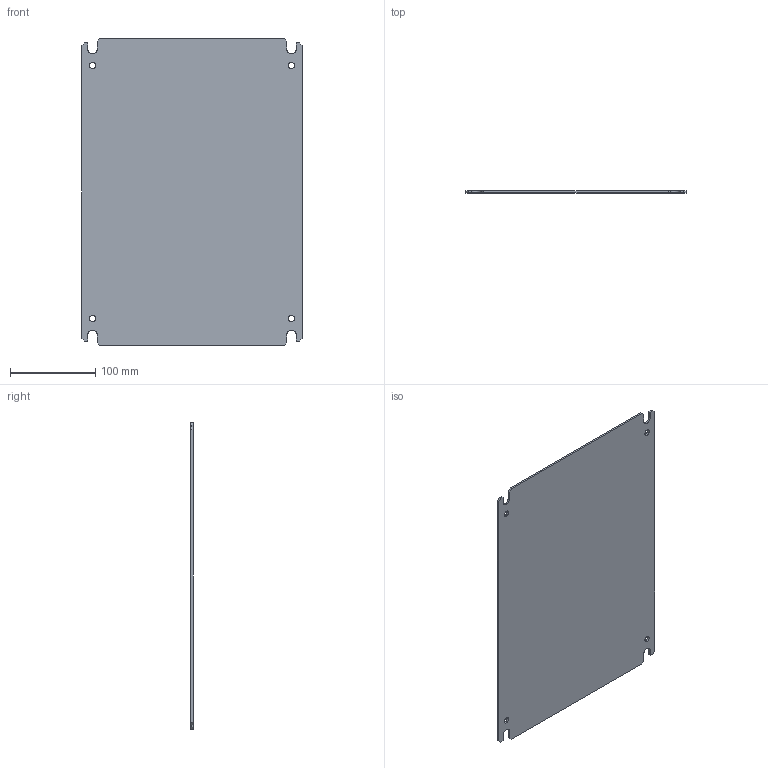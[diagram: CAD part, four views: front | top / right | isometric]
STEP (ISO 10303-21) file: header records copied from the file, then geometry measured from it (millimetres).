
FILE_DESCRIPTION (( 'STEP AP214' ), '1' );
FILE_NAME ('EPG1612.step', '2019-09-05T17:27:41', ( '' ), ( '' ), 'SwSTEP 2.0', 'SolidWorks 2018', '' );
FILE_SCHEMA (( 'AUTOMOTIVE_DESIGN' ));
Length unit declared in the file: inch
Products named in the file (1): EPG1612
Bounding box: 258.32 x 2.41 x 359.92 mm (x, y, z)
Volume: 221723.7 mm3; surface area: 187143.7 mm2
Topology: 1 solids, 1 shells, 40 faces, 114 edges, 76 vertices
Faces by surface type: plane 26, cylinder 14
Entity records: 1882 total; most frequent: CARTESIAN_POINT 231, ORIENTED_EDGE 228, DIRECTION 224, EDGE_CURVE 114, LINE 86, VECTOR 86, VERTEX_POINT 76, AXIS2_PLACEMENT_3D 69
